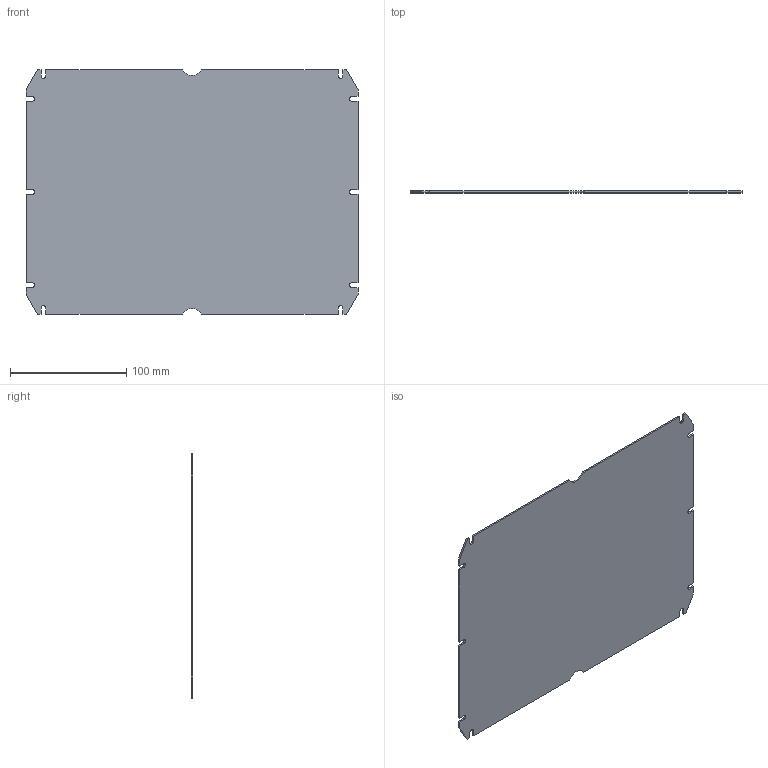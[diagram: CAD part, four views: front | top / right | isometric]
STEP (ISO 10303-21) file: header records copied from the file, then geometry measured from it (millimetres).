
FILE_DESCRIPTION((''),'2;1');
FILE_NAME('DMP2330_','2009-02-09T',('pavel_leivo'),(''),'PRO/ENGINEER BY PARAMETRIC TECHNOLOGY CORPORATION, 2008250','PRO/ENGINEER BY PARAMETRIC TECHNOLOGY CORPORATION, 2008250','');
FILE_SCHEMA(('AUTOMOTIVE_DESIGN_CC2 { 1 2 10303 214 -1 1 5 2 }'));
Length unit declared in the file: millimetre
Products named in the file (1): DMP2330_
Bounding box: 285 x 1.5 x 210 mm (x, y, z)
Volume: 88658.1 mm3; surface area: 119862.7 mm2
Topology: 1 solids, 1 shells, 54 faces, 156 edges, 104 vertices
Faces by surface type: plane 42, cylinder 12
Entity records: 1977 total; most frequent: CARTESIAN_POINT 314, ORIENTED_EDGE 312, DIRECTION 288, COLOUR_RGB 200, EDGE_CURVE 156, VECTOR 132, LINE 132, VERTEX_POINT 104
